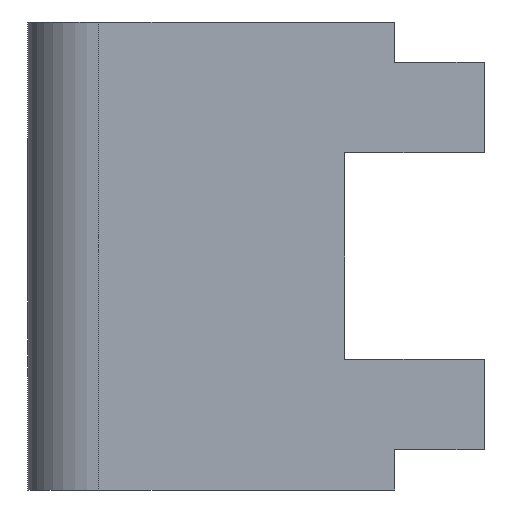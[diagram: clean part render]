
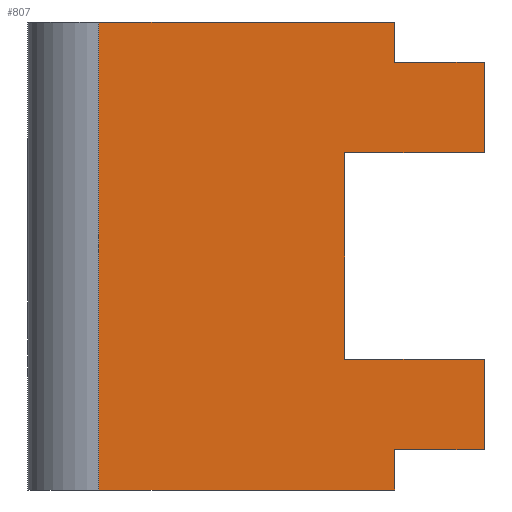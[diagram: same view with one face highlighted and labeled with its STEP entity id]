
A CAD part, left-side view. The second image highlights one B-rep face of the part: STEP entity #807.
In plain terms, the highlighted planar face has unit normal (-1, 0, 0).
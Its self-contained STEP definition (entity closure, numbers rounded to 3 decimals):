
#45=PLANE('',#867);
#63=LINE('',#1230,#151);
#86=LINE('',#1280,#174);
#92=LINE('',#1291,#180);
#95=LINE('',#1299,#183);
#97=LINE('',#1304,#185);
#102=LINE('',#1312,#190);
#105=LINE('',#1322,#193);
#122=LINE('',#1575,#210);
#123=LINE('',#1576,#211);
#124=LINE('',#1578,#212);
#125=LINE('',#1580,#213);
#126=LINE('',#1581,#214);
#151=VECTOR('',#927,1000.);
#174=VECTOR('',#964,1000.);
#180=VECTOR('',#972,1000.);
#183=VECTOR('',#977,1000.);
#185=VECTOR('',#981,1000.);
#190=VECTOR('',#988,1000.);
#193=VECTOR('',#997,1000.);
#210=VECTOR('',#1030,1000.);
#211=VECTOR('',#1031,1000.);
#212=VECTOR('',#1032,1000.);
#213=VECTOR('',#1033,1000.);
#214=VECTOR('',#1034,1000.);
#282=FACE_OUTER_BOUND('',#334,.T.);
#334=EDGE_LOOP('',(#673,#674,#675,#676,#677,#678,#679,#680,#681,#682,#683,
#684));
#383=VERTEX_POINT('',#1227);
#384=VERTEX_POINT('',#1229);
#403=VERTEX_POINT('',#1278);
#404=VERTEX_POINT('',#1279);
#408=VERTEX_POINT('',#1289);
#411=VERTEX_POINT('',#1296);
#412=VERTEX_POINT('',#1298);
#413=VERTEX_POINT('',#1302);
#414=VERTEX_POINT('',#1303);
#420=VERTEX_POINT('',#1320);
#433=VERTEX_POINT('',#1577);
#434=VERTEX_POINT('',#1579);
#460=EDGE_CURVE('',#384,#383,#63,.T.);
#483=EDGE_CURVE('',#403,#404,#86,.T.);
#489=EDGE_CURVE('',#408,#403,#92,.T.);
#492=EDGE_CURVE('',#412,#411,#95,.T.);
#494=EDGE_CURVE('',#413,#414,#97,.T.);
#499=EDGE_CURVE('',#412,#413,#102,.T.);
#504=EDGE_CURVE('',#408,#420,#105,.T.);
#527=EDGE_CURVE('',#383,#414,#122,.T.);
#528=EDGE_CURVE('',#411,#404,#123,.T.);
#529=EDGE_CURVE('',#420,#433,#124,.T.);
#530=EDGE_CURVE('',#434,#433,#125,.T.);
#531=EDGE_CURVE('',#434,#384,#126,.T.);
#673=ORIENTED_EDGE('',*,*,#460,.T.);
#674=ORIENTED_EDGE('',*,*,#527,.T.);
#675=ORIENTED_EDGE('',*,*,#494,.F.);
#676=ORIENTED_EDGE('',*,*,#499,.F.);
#677=ORIENTED_EDGE('',*,*,#492,.T.);
#678=ORIENTED_EDGE('',*,*,#528,.T.);
#679=ORIENTED_EDGE('',*,*,#483,.F.);
#680=ORIENTED_EDGE('',*,*,#489,.F.);
#681=ORIENTED_EDGE('',*,*,#504,.T.);
#682=ORIENTED_EDGE('',*,*,#529,.T.);
#683=ORIENTED_EDGE('',*,*,#530,.F.);
#684=ORIENTED_EDGE('',*,*,#531,.T.);
#807=ADVANCED_FACE('',(#282),#45,.F.);
#867=AXIS2_PLACEMENT_3D('',#1574,#1028,#1029);
#927=DIRECTION('',(0.,-1.,0.));
#964=DIRECTION('',(0.,-1.,0.));
#972=DIRECTION('',(0.,0.,-1.));
#977=DIRECTION('',(0.,-1.,0.));
#981=DIRECTION('',(0.,-1.,0.));
#988=DIRECTION('',(0.,0.,-1.));
#997=DIRECTION('',(0.,1.,0.));
#1028=DIRECTION('center_axis',(1.,0.,0.));
#1029=DIRECTION('ref_axis',(0.,0.,-1.));
#1030=DIRECTION('',(0.,0.,1.));
#1031=DIRECTION('',(0.,0.,1.));
#1032=DIRECTION('',(0.,0.,-1.));
#1033=DIRECTION('',(0.,1.,0.));
#1034=DIRECTION('',(0.,0.,1.));
#1227=CARTESIAN_POINT('',(-1.805,-3.421,-3.483));
#1229=CARTESIAN_POINT('',(-1.805,-1.917,-3.483));
#1230=CARTESIAN_POINT('',(-1.805,-6.159,-3.483));
#1278=CARTESIAN_POINT('',(-1.805,-1.917,3.045));
#1279=CARTESIAN_POINT('',(-1.805,-3.421,3.045));
#1280=CARTESIAN_POINT('',(-1.805,-1.917,3.045));
#1289=CARTESIAN_POINT('',(-1.805,-1.917,3.718));
#1291=CARTESIAN_POINT('',(-1.805,-1.917,3.718));
#1296=CARTESIAN_POINT('',(-1.805,-3.421,1.521));
#1298=CARTESIAN_POINT('',(-1.805,-1.079,1.521));
#1299=CARTESIAN_POINT('',(-1.805,-1.079,1.521));
#1302=CARTESIAN_POINT('',(-1.805,-1.079,-1.959));
#1303=CARTESIAN_POINT('',(-1.805,-3.421,-1.959));
#1304=CARTESIAN_POINT('',(-1.805,-1.079,-1.959));
#1312=CARTESIAN_POINT('',(-1.805,-1.079,1.521));
#1320=CARTESIAN_POINT('',(-1.805,3.061,3.718));
#1322=CARTESIAN_POINT('',(-1.805,4.255,3.718));
#1574=CARTESIAN_POINT('Origin',(-1.805,-6.159,2.283));
#1575=CARTESIAN_POINT('',(-1.805,-3.421,4.259));
#1576=CARTESIAN_POINT('',(-1.805,-3.421,4.259));
#1577=CARTESIAN_POINT('',(-1.805,3.061,-4.156));
#1578=CARTESIAN_POINT('',(-1.805,3.061,2.283));
#1579=CARTESIAN_POINT('',(-1.805,-1.917,-4.156));
#1580=CARTESIAN_POINT('',(-1.805,4.255,-4.156));
#1581=CARTESIAN_POINT('',(-1.805,-1.917,-4.156));
